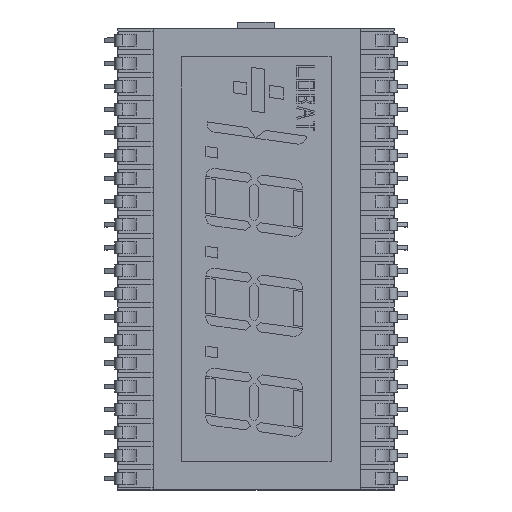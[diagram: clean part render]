
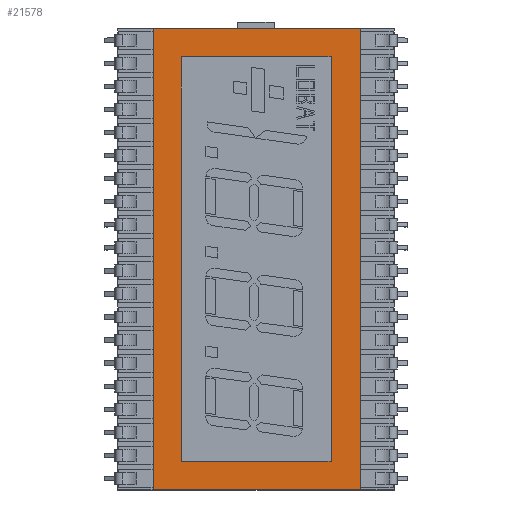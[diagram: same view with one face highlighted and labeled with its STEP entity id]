
A CAD part, top view. The second image highlights one B-rep face of the part: STEP entity #21578.
In plain terms, the highlighted planar face has unit normal (0, 0, 1).
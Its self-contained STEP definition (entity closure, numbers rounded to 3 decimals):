
#3994 = VERTEX_POINT('',#3995);
#3995 = CARTESIAN_POINT('',(5.17,1.27,2.5));
#4001 = EDGE_CURVE('',#3994,#4002,#4004,.T.);
#4002 = VERTEX_POINT('',#4003);
#4003 = CARTESIAN_POINT('',(28.03,1.27,2.5));
#4004 = LINE('',#4005,#4006);
#4005 = CARTESIAN_POINT('',(5.17,1.27,2.5));
#4006 = VECTOR('',#4007,1.);
#4007 = DIRECTION('',(1.,0.,0.));
#19459 = VERTEX_POINT('',#19460);
#19460 = CARTESIAN_POINT('',(28.03,-49.53,2.5));
#19928 = EDGE_CURVE('',#19459,#4002,#19929,.T.);
#19929 = LINE('',#19930,#19931);
#19930 = CARTESIAN_POINT('',(28.03,-49.53,2.5));
#19931 = VECTOR('',#19932,1.);
#19932 = DIRECTION('',(0.,1.,0.));
#21578 = ADVANCED_FACE('',(#21579,#21597),#21631,.T.);
#21579 = FACE_BOUND('',#21580,.T.);
#21580 = EDGE_LOOP('',(#21581,#21589,#21595,#21596));
#21581 = ORIENTED_EDGE('',*,*,#21582,.F.);
#21582 = EDGE_CURVE('',#21583,#3994,#21585,.T.);
#21583 = VERTEX_POINT('',#21584);
#21584 = CARTESIAN_POINT('',(5.17,-49.53,2.5));
#21585 = LINE('',#21586,#21587);
#21586 = CARTESIAN_POINT('',(5.17,-49.53,2.5));
#21587 = VECTOR('',#21588,1.);
#21588 = DIRECTION('',(0.,1.,0.));
#21589 = ORIENTED_EDGE('',*,*,#21590,.T.);
#21590 = EDGE_CURVE('',#21583,#19459,#21591,.T.);
#21591 = LINE('',#21592,#21593);
#21592 = CARTESIAN_POINT('',(5.17,-49.53,2.5));
#21593 = VECTOR('',#21594,1.);
#21594 = DIRECTION('',(1.,0.,0.));
#21595 = ORIENTED_EDGE('',*,*,#19928,.T.);
#21596 = ORIENTED_EDGE('',*,*,#4001,.F.);
#21597 = FACE_BOUND('',#21598,.T.);
#21598 = EDGE_LOOP('',(#21599,#21609,#21617,#21625));
#21599 = ORIENTED_EDGE('',*,*,#21600,.T.);
#21600 = EDGE_CURVE('',#21601,#21603,#21605,.T.);
#21601 = VERTEX_POINT('',#21602);
#21602 = CARTESIAN_POINT('',(24.77,-46.355,2.5));
#21603 = VERTEX_POINT('',#21604);
#21604 = CARTESIAN_POINT('',(8.26,-46.355,2.5));
#21605 = LINE('',#21606,#21607);
#21606 = CARTESIAN_POINT('',(6.715,-46.355,2.5));
#21607 = VECTOR('',#21608,1.);
#21608 = DIRECTION('',(-1.,0.,0.));
#21609 = ORIENTED_EDGE('',*,*,#21610,.T.);
#21610 = EDGE_CURVE('',#21603,#21611,#21613,.T.);
#21611 = VERTEX_POINT('',#21612);
#21612 = CARTESIAN_POINT('',(8.26,-1.855,2.5));
#21613 = LINE('',#21614,#21615);
#21614 = CARTESIAN_POINT('',(8.26,-47.943,2.5));
#21615 = VECTOR('',#21616,1.);
#21616 = DIRECTION('',(0.,1.,0.));
#21617 = ORIENTED_EDGE('',*,*,#21618,.F.);
#21618 = EDGE_CURVE('',#21619,#21611,#21621,.T.);
#21619 = VERTEX_POINT('',#21620);
#21620 = CARTESIAN_POINT('',(24.77,-1.855,2.5));
#21621 = LINE('',#21622,#21623);
#21622 = CARTESIAN_POINT('',(6.715,-1.855,2.5));
#21623 = VECTOR('',#21624,1.);
#21624 = DIRECTION('',(-1.,0.,0.));
#21625 = ORIENTED_EDGE('',*,*,#21626,.F.);
#21626 = EDGE_CURVE('',#21601,#21619,#21627,.T.);
#21627 = LINE('',#21628,#21629);
#21628 = CARTESIAN_POINT('',(24.77,-47.943,2.5));
#21629 = VECTOR('',#21630,1.);
#21630 = DIRECTION('',(0.,1.,0.));
#21631 = PLANE('',#21632);
#21632 = AXIS2_PLACEMENT_3D('',#21633,#21634,#21635);
#21633 = CARTESIAN_POINT('',(5.17,-49.53,2.5));
#21634 = DIRECTION('',(0.,0.,1.));
#21635 = DIRECTION('',(1.,0.,0.));
